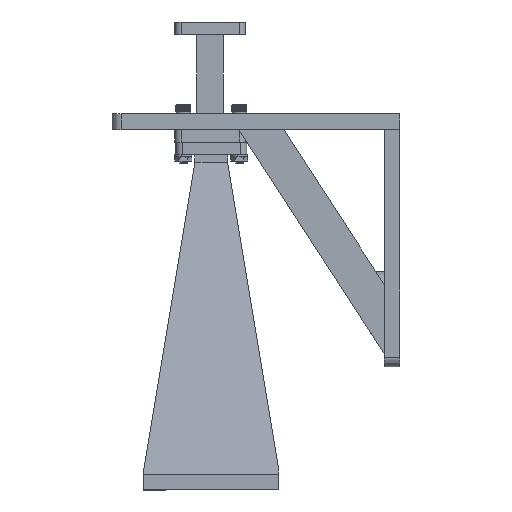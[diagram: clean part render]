
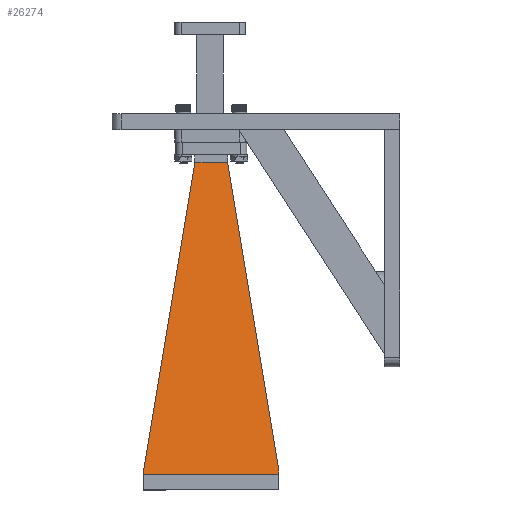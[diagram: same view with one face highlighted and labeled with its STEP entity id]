
A CAD part, left-side view. The second image highlights one B-rep face of the part: STEP entity #26274.
In plain terms, the highlighted face is planar.
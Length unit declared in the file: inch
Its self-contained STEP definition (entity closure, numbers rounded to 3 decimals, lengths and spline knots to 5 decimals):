
#74 = VERTEX_POINT ( 'NONE', #27567 ) ;
#441 = LINE ( 'NONE', #9960, #20554 ) ;
#531 = VECTOR ( 'NONE', #13477, 39.37008 ) ;
#1154 = LINE ( 'NONE', #15821, #531 ) ;
#1505 = ORIENTED_EDGE ( 'NONE', *, *, #30497, .T. ) ;
#2142 = DIRECTION ( 'NONE',  ( 1., 0., 0. ) ) ;
#2940 = ORIENTED_EDGE ( 'NONE', *, *, #26715, .T. ) ;
#3377 = AXIS2_PLACEMENT_3D ( 'NONE', #22088, #24425, #17752 ) ;
#5114 = EDGE_CURVE ( 'NONE', #24062, #14223, #9562, .T. ) ;
#6792 = CARTESIAN_POINT ( 'NONE',  ( -0.84224, 0.73426, 3.98228 ) ) ;
#8498 = DIRECTION ( 'NONE',  ( 0.161, -0.194, -0.968 ) ) ;
#9101 = VECTOR ( 'NONE', #30304, 39.37008 ) ;
#9562 = LINE ( 'NONE', #6792, #9101 ) ;
#9622 = ORIENTED_EDGE ( 'NONE', *, *, #15892, .T. ) ;
#9960 = CARTESIAN_POINT ( 'NONE',  ( 0.84224, 1.10799, 5.84616 ) ) ;
#10239 = EDGE_CURVE ( 'NONE', #28246, #24407, #1154, .T. ) ;
#10281 = CARTESIAN_POINT ( 'NONE',  ( -0.84224, 1.09985, 5.80554 ) ) ;
#10543 = CARTESIAN_POINT ( 'NONE',  ( 0.84224, 1.09985, 5.80554 ) ) ;
#13024 = LINE ( 'NONE', #10543, #13365 ) ;
#13177 = CARTESIAN_POINT ( 'NONE',  ( 0.20374, 0.32927, 1.96256 ) ) ;
#13365 = VECTOR ( 'NONE', #29410, 39.37008 ) ;
#13477 = DIRECTION ( 'NONE',  ( -1., 0., 0. ) ) ;
#14223 = VERTEX_POINT ( 'NONE', #25566 ) ;
#14903 = EDGE_LOOP ( 'NONE', ( #30162, #28027, #9622, #1505, #2940, #27111 ) ) ;
#15821 = CARTESIAN_POINT ( 'NONE',  ( 0., 0.32927, 1.96256 ) ) ;
#15892 = EDGE_CURVE ( 'NONE', #14223, #74, #16660, .T. ) ;
#16154 = CARTESIAN_POINT ( 'NONE',  ( -0.84224, 1.09985, 5.80554 ) ) ;
#16660 = LINE ( 'NONE', #21623, #25212 ) ;
#17752 = DIRECTION ( 'NONE',  ( 0., 0.197, 0.98 ) ) ;
#20074 = FACE_OUTER_BOUND ( 'NONE', #14903, .T. ) ;
#20336 = CARTESIAN_POINT ( 'NONE',  ( 0.84224, 1.09985, 5.80554 ) ) ;
#20554 = VECTOR ( 'NONE', #28666, 39.37008 ) ;
#21349 = VECTOR ( 'NONE', #8498, 39.37008 ) ;
#21623 = CARTESIAN_POINT ( 'NONE',  ( 0., 1.10799, 5.84616 ) ) ;
#22088 = CARTESIAN_POINT ( 'NONE',  ( 0., 0.73426, 3.98228 ) ) ;
#22958 = LINE ( 'NONE', #16154, #21349 ) ;
#24062 = VERTEX_POINT ( 'NONE', #10281 ) ;
#24407 = VERTEX_POINT ( 'NONE', #25830 ) ;
#24425 = DIRECTION ( 'NONE',  ( 0., 0.98, -0.197 ) ) ;
#25212 = VECTOR ( 'NONE', #2142, 39.37008 ) ;
#25566 = CARTESIAN_POINT ( 'NONE',  ( -0.84224, 1.10799, 5.84616 ) ) ;
#25830 = CARTESIAN_POINT ( 'NONE',  ( -0.20374, 0.32927, 1.96256 ) ) ;
#26274 = ADVANCED_FACE ( 'NONE', ( #20074 ), #26626, .T. ) ;
#26626 = PLANE ( 'NONE',  #3377 ) ;
#26715 = EDGE_CURVE ( 'NONE', #29432, #28246, #13024, .T. ) ;
#26886 = EDGE_CURVE ( 'NONE', #24062, #24407, #22958, .T. ) ;
#27111 = ORIENTED_EDGE ( 'NONE', *, *, #10239, .T. ) ;
#27567 = CARTESIAN_POINT ( 'NONE',  ( 0.84224, 1.10799, 5.84616 ) ) ;
#28027 = ORIENTED_EDGE ( 'NONE', *, *, #5114, .T. ) ;
#28246 = VERTEX_POINT ( 'NONE', #13177 ) ;
#28666 = DIRECTION ( 'NONE',  ( 0., -0.197, -0.98 ) ) ;
#29410 = DIRECTION ( 'NONE',  ( -0.161, -0.194, -0.968 ) ) ;
#29432 = VERTEX_POINT ( 'NONE', #20336 ) ;
#30162 = ORIENTED_EDGE ( 'NONE', *, *, #26886, .F. ) ;
#30304 = DIRECTION ( 'NONE',  ( 0., 0.197, 0.98 ) ) ;
#30497 = EDGE_CURVE ( 'NONE', #74, #29432, #441, .T. ) ;
